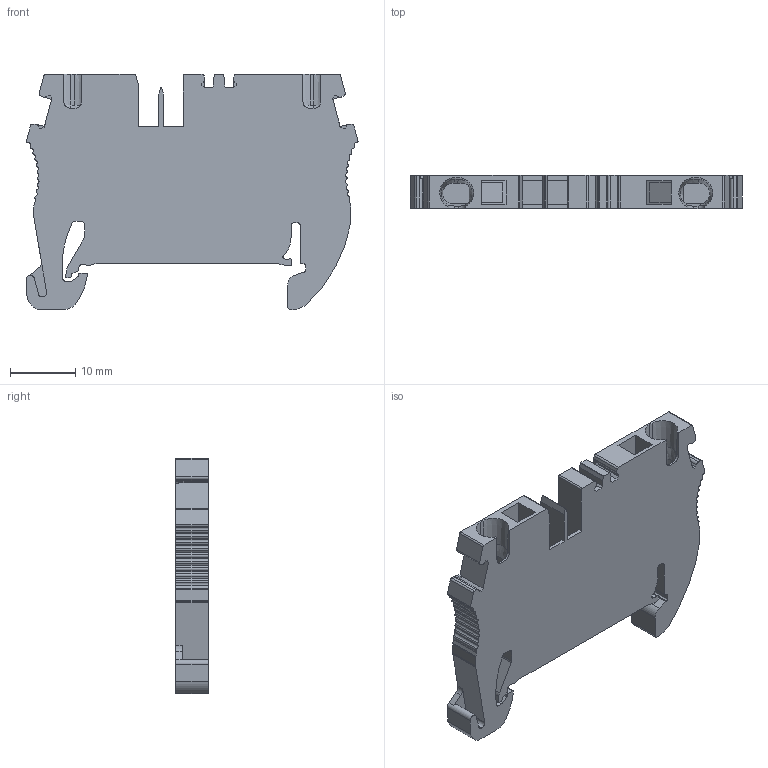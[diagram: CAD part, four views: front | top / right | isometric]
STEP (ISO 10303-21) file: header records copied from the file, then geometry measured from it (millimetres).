
FILE_DESCRIPTION(/* description */ ('Unknown'),/* implementation_level */ '2;1');
FILE_NAME(/* name */ 'SQ2.5_3D_Solid',/* time_stamp */ '2021-04-19T12:17:10+06:00',/* author */ ('Unknown'),/* organization */ ('Unknown'),/* preprocessor_version */ 'ST-DEVELOPER v16.7',/* originating_system */ 'DEX',/* authorisation */ $);
FILE_SCHEMA (('AUTOMOTIVE_DESIGN {1 0 10303 214 3 1 1}'));
Length unit declared in the file: millimetre
Products named in the file (1): SQ2.5_3D_Solid
Bounding box: 50.82 x 5 x 36 mm (x, y, z)
Volume: 5932.1 mm3; surface area: 4992.2 mm2
Topology: 1 solids, 1 shells, 292 faces, 880 edges, 592 vertices
Faces by surface type: plane 148, cylinder 134, bspline 6, cone 4
Entity records: 10400 total; most frequent: CARTESIAN_POINT 2320, ORIENTED_EDGE 1760, DIRECTION 1659, EDGE_CURVE 880, VERTEX_POINT 592, AXIS2_PLACEMENT_3D 556, LINE 547, VECTOR 547
